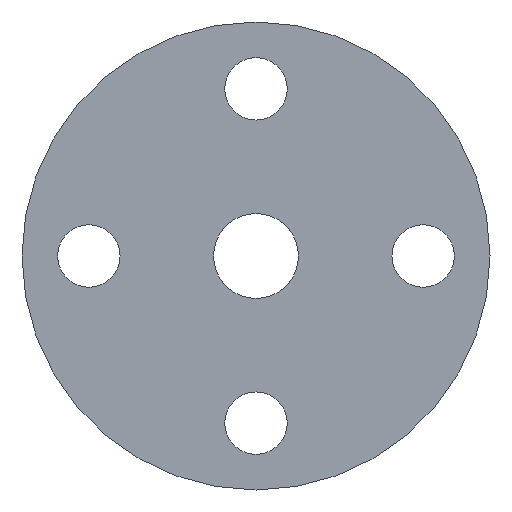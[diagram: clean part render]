
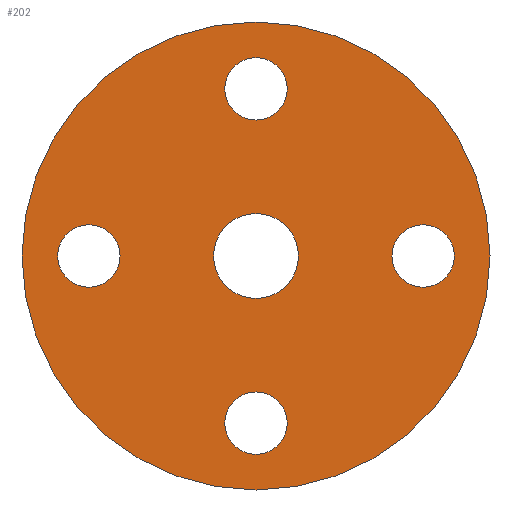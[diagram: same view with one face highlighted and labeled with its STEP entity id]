
A CAD part, front view. The second image highlights one B-rep face of the part: STEP entity #202.
In plain terms, the highlighted planar face has unit normal (0, -1, 0).
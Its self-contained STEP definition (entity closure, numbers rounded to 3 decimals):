
#1 = VERTEX_POINT ( 'NONE', #365 ) ;
#9 = DIRECTION ( 'NONE',  ( 0., 0., -1. ) ) ;
#12 = CARTESIAN_POINT ( 'NONE',  ( 0., 0., 52.5 ) ) ;
#13 = AXIS2_PLACEMENT_3D ( 'NONE', #210, #377, #545 ) ;
#16 = VERTEX_POINT ( 'NONE', #533 ) ;
#22 = CIRCLE ( 'NONE', #13, 9.525 ) ;
#30 = EDGE_CURVE ( 'NONE', #240, #402, #179, .T. ) ;
#32 = CARTESIAN_POINT ( 'NONE',  ( -37.5, 0., 7. ) ) ;
#33 = CARTESIAN_POINT ( 'NONE',  ( -37.5, 0., 0. ) ) ;
#39 = ORIENTED_EDGE ( 'NONE', *, *, #222, .T. ) ;
#43 = DIRECTION ( 'NONE',  ( 0., -1., 0. ) ) ;
#44 = CIRCLE ( 'NONE', #186, 7. ) ;
#51 = PLANE ( 'NONE',  #353 ) ;
#53 = FACE_BOUND ( 'NONE', #509, .T. ) ;
#62 = CARTESIAN_POINT ( 'NONE',  ( 0., 0., -44.5 ) ) ;
#63 = AXIS2_PLACEMENT_3D ( 'NONE', #345, #507, #131 ) ;
#64 = CARTESIAN_POINT ( 'NONE',  ( 0., 0., -52.5 ) ) ;
#67 = EDGE_CURVE ( 'NONE', #468, #86, #512, .T. ) ;
#74 = DIRECTION ( 'NONE',  ( 0., 0., -1. ) ) ;
#76 = DIRECTION ( 'NONE',  ( 0., -1., 0. ) ) ;
#77 = CARTESIAN_POINT ( 'NONE',  ( 0., 0., -37.5 ) ) ;
#82 = ORIENTED_EDGE ( 'NONE', *, *, #400, .F. ) ;
#84 = CARTESIAN_POINT ( 'NONE',  ( 0., 0., -30.5 ) ) ;
#85 = AXIS2_PLACEMENT_3D ( 'NONE', #271, #525, #351 ) ;
#86 = VERTEX_POINT ( 'NONE', #329 ) ;
#92 = FACE_BOUND ( 'NONE', #268, .T. ) ;
#101 = CARTESIAN_POINT ( 'NONE',  ( 0., 0., 0. ) ) ;
#108 = ORIENTED_EDGE ( 'NONE', *, *, #209, .F. ) ;
#115 = CIRCLE ( 'NONE', #248, 52.5 ) ;
#120 = EDGE_LOOP ( 'NONE', ( #108, #310 ) ) ;
#121 = EDGE_CURVE ( 'NONE', #431, #170, #224, .T. ) ;
#128 = CARTESIAN_POINT ( 'NONE',  ( 37.5, 0., 0. ) ) ;
#131 = DIRECTION ( 'NONE',  ( 0., 0., -1. ) ) ;
#134 = FACE_BOUND ( 'NONE', #249, .T. ) ;
#135 = VERTEX_POINT ( 'NONE', #292 ) ;
#145 = CARTESIAN_POINT ( 'NONE',  ( 0., 0., -9.525 ) ) ;
#150 = CARTESIAN_POINT ( 'NONE',  ( -37.5, 0., 0. ) ) ;
#157 = AXIS2_PLACEMENT_3D ( 'NONE', #456, #543, #289 ) ;
#170 = VERTEX_POINT ( 'NONE', #460 ) ;
#177 = ORIENTED_EDGE ( 'NONE', *, *, #212, .F. ) ;
#179 = CIRCLE ( 'NONE', #530, 7. ) ;
#180 = DIRECTION ( 'NONE',  ( 0., 1., 0. ) ) ;
#186 = AXIS2_PLACEMENT_3D ( 'NONE', #128, #295, #9 ) ;
#200 = DIRECTION ( 'NONE',  ( 0., -1., 0. ) ) ;
#202 = ADVANCED_FACE ( 'NONE', ( #303, #134, #387, #92, #53, #375 ), #51, .T. ) ;
#204 = EDGE_LOOP ( 'NONE', ( #82, #513 ) ) ;
#209 = EDGE_CURVE ( 'NONE', #170, #431, #115, .T. ) ;
#210 = CARTESIAN_POINT ( 'NONE',  ( 0., 0., 0. ) ) ;
#212 = EDGE_CURVE ( 'NONE', #1, #425, #422, .T. ) ;
#213 = AXIS2_PLACEMENT_3D ( 'NONE', #495, #200, #404 ) ;
#214 = DIRECTION ( 'NONE',  ( 0., 0., -1. ) ) ;
#221 = DIRECTION ( 'NONE',  ( 0., 0., -1. ) ) ;
#222 = EDGE_CURVE ( 'NONE', #451, #16, #22, .T. ) ;
#224 = CIRCLE ( 'NONE', #157, 52.5 ) ;
#226 = ORIENTED_EDGE ( 'NONE', *, *, #30, .F. ) ;
#231 = CARTESIAN_POINT ( 'NONE',  ( 37.5, 0., -7. ) ) ;
#240 = VERTEX_POINT ( 'NONE', #84 ) ;
#244 = ORIENTED_EDGE ( 'NONE', *, *, #413, .T. ) ;
#248 = AXIS2_PLACEMENT_3D ( 'NONE', #384, #180, #429 ) ;
#249 = EDGE_LOOP ( 'NONE', ( #177, #342 ) ) ;
#259 = AXIS2_PLACEMENT_3D ( 'NONE', #382, #347, #214 ) ;
#264 = EDGE_CURVE ( 'NONE', #135, #319, #44, .T. ) ;
#268 = EDGE_LOOP ( 'NONE', ( #427, #226 ) ) ;
#271 = CARTESIAN_POINT ( 'NONE',  ( 37.5, 0., 0. ) ) ;
#272 = DIRECTION ( 'NONE',  ( 0., 1., 0. ) ) ;
#285 = EDGE_CURVE ( 'NONE', #425, #1, #483, .T. ) ;
#289 = DIRECTION ( 'NONE',  ( 0., 0., 1. ) ) ;
#292 = CARTESIAN_POINT ( 'NONE',  ( 37.5, 0., 7. ) ) ;
#295 = DIRECTION ( 'NONE',  ( 0., -1., 0. ) ) ;
#301 = EDGE_LOOP ( 'NONE', ( #458, #335 ) ) ;
#302 = AXIS2_PLACEMENT_3D ( 'NONE', #33, #76, #454 ) ;
#303 = FACE_BOUND ( 'NONE', #204, .T. ) ;
#310 = ORIENTED_EDGE ( 'NONE', *, *, #121, .F. ) ;
#319 = VERTEX_POINT ( 'NONE', #231 ) ;
#320 = DIRECTION ( 'NONE',  ( 0., 0., -1. ) ) ;
#324 = DIRECTION ( 'NONE',  ( 0., -1., 0. ) ) ;
#329 = CARTESIAN_POINT ( 'NONE',  ( -37.5, 0., -7. ) ) ;
#335 = ORIENTED_EDGE ( 'NONE', *, *, #67, .F. ) ;
#342 = ORIENTED_EDGE ( 'NONE', *, *, #285, .F. ) ;
#345 = CARTESIAN_POINT ( 'NONE',  ( 0., 0., 37.5 ) ) ;
#347 = DIRECTION ( 'NONE',  ( 0., -1., 0. ) ) ;
#351 = DIRECTION ( 'NONE',  ( 0., 0., -1. ) ) ;
#353 = AXIS2_PLACEMENT_3D ( 'NONE', #12, #43, #221 ) ;
#365 = CARTESIAN_POINT ( 'NONE',  ( 0., 0., 30.5 ) ) ;
#375 = FACE_OUTER_BOUND ( 'NONE', #120, .T. ) ;
#377 = DIRECTION ( 'NONE',  ( 0., 1., 0. ) ) ;
#382 = CARTESIAN_POINT ( 'NONE',  ( 0., 0., 37.5 ) ) ;
#384 = CARTESIAN_POINT ( 'NONE',  ( 0., 0., 0. ) ) ;
#387 = FACE_BOUND ( 'NONE', #301, .T. ) ;
#393 = AXIS2_PLACEMENT_3D ( 'NONE', #150, #489, #320 ) ;
#398 = CARTESIAN_POINT ( 'NONE',  ( 0., 0., 44.5 ) ) ;
#400 = EDGE_CURVE ( 'NONE', #319, #135, #410, .T. ) ;
#402 = VERTEX_POINT ( 'NONE', #62 ) ;
#404 = DIRECTION ( 'NONE',  ( 0., 0., -1. ) ) ;
#410 = CIRCLE ( 'NONE', #85, 7. ) ;
#413 = EDGE_CURVE ( 'NONE', #16, #451, #463, .T. ) ;
#422 = CIRCLE ( 'NONE', #259, 7. ) ;
#425 = VERTEX_POINT ( 'NONE', #398 ) ;
#427 = ORIENTED_EDGE ( 'NONE', *, *, #527, .F. ) ;
#429 = DIRECTION ( 'NONE',  ( 0., 0., 1. ) ) ;
#431 = VERTEX_POINT ( 'NONE', #64 ) ;
#437 = DIRECTION ( 'NONE',  ( 0., 0., 1. ) ) ;
#446 = CIRCLE ( 'NONE', #213, 7. ) ;
#451 = VERTEX_POINT ( 'NONE', #145 ) ;
#454 = DIRECTION ( 'NONE',  ( 0., 0., -1. ) ) ;
#456 = CARTESIAN_POINT ( 'NONE',  ( 0., 0., 0. ) ) ;
#458 = ORIENTED_EDGE ( 'NONE', *, *, #537, .F. ) ;
#460 = CARTESIAN_POINT ( 'NONE',  ( 0., 0., 52.5 ) ) ;
#463 = CIRCLE ( 'NONE', #534, 9.525 ) ;
#468 = VERTEX_POINT ( 'NONE', #32 ) ;
#483 = CIRCLE ( 'NONE', #63, 7. ) ;
#489 = DIRECTION ( 'NONE',  ( 0., -1., 0. ) ) ;
#495 = CARTESIAN_POINT ( 'NONE',  ( 0., 0., -37.5 ) ) ;
#507 = DIRECTION ( 'NONE',  ( 0., -1., 0. ) ) ;
#509 = EDGE_LOOP ( 'NONE', ( #244, #39 ) ) ;
#512 = CIRCLE ( 'NONE', #302, 7. ) ;
#513 = ORIENTED_EDGE ( 'NONE', *, *, #264, .F. ) ;
#520 = CIRCLE ( 'NONE', #393, 7. ) ;
#525 = DIRECTION ( 'NONE',  ( 0., -1., 0. ) ) ;
#527 = EDGE_CURVE ( 'NONE', #402, #240, #446, .T. ) ;
#530 = AXIS2_PLACEMENT_3D ( 'NONE', #77, #324, #74 ) ;
#533 = CARTESIAN_POINT ( 'NONE',  ( 0., 0., 9.525 ) ) ;
#534 = AXIS2_PLACEMENT_3D ( 'NONE', #101, #272, #437 ) ;
#537 = EDGE_CURVE ( 'NONE', #86, #468, #520, .T. ) ;
#543 = DIRECTION ( 'NONE',  ( 0., 1., 0. ) ) ;
#545 = DIRECTION ( 'NONE',  ( 0., 0., 1. ) ) ;
